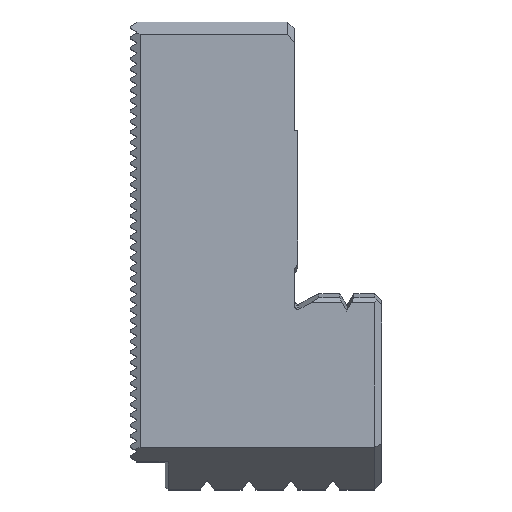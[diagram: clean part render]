
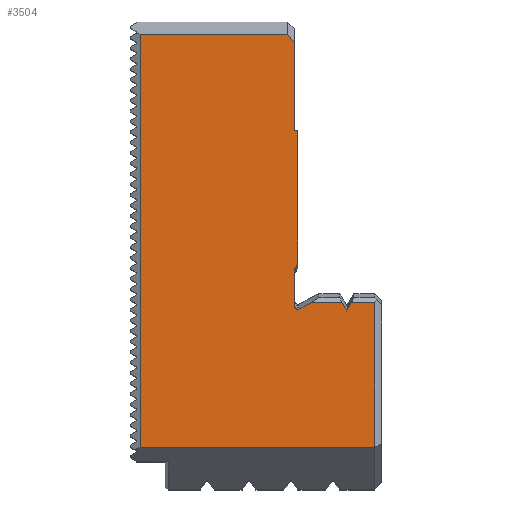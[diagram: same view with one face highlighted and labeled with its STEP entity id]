
A CAD part, top view. The second image highlights one B-rep face of the part: STEP entity #3504.
In plain terms, the highlighted planar face has unit normal (0, 0, 1).
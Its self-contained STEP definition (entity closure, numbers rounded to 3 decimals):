
#100 = CARTESIAN_POINT ( 'NONE',  ( 23.5, 62.983, 15.5 ) ) ;
#176 = LINE ( 'NONE', #9926, #8084 ) ;
#363 = LINE ( 'NONE', #9442, #2158 ) ;
#376 = CARTESIAN_POINT ( 'NONE',  ( 22.5, 96.768, 15.5 ) ) ;
#524 = CARTESIAN_POINT ( 'NONE',  ( 0., 58.333, 15.5 ) ) ;
#531 = CARTESIAN_POINT ( 'NONE',  ( 24., 63.969, 15.5 ) ) ;
#548 = CARTESIAN_POINT ( 'NONE',  ( 24.731, 57.673, 15.5 ) ) ;
#673 = DIRECTION ( 'NONE',  ( -1., 0., 0. ) ) ;
#1075 = VECTOR ( 'NONE', #5246, 1000. ) ;
#1126 = ORIENTED_EDGE ( 'NONE', *, *, #12555, .T. ) ;
#1187 = CARTESIAN_POINT ( 'NONE',  ( 23.57, 57.539, 15.5 ) ) ;
#1263 = CARTESIAN_POINT ( 'NONE',  ( 0., 82.938, 15.5 ) ) ;
#1372 = VERTEX_POINT ( 'NONE', #5905 ) ;
#1432 = DIRECTION ( 'NONE',  ( -1., 0., 0. ) ) ;
#1466 = EDGE_CURVE ( 'NONE', #5271, #13873, #8985, .T. ) ;
#1526 = CARTESIAN_POINT ( 'NONE',  ( 22.5, 96.768, 15.5 ) ) ;
#1574 = ORIENTED_EDGE ( 'NONE', *, *, #1466, .T. ) ;
#1721 = VERTEX_POINT ( 'NONE', #10687 ) ;
#1823 = ORIENTED_EDGE ( 'NONE', *, *, #15012, .T. ) ;
#1937 = CARTESIAN_POINT ( 'NONE',  ( 35., 37.568, 15.5 ) ) ;
#2031 = VERTEX_POINT ( 'NONE', #13209 ) ;
#2146 = CARTESIAN_POINT ( 'NONE',  ( 23.5, 57.845, 15.5 ) ) ;
#2158 = VECTOR ( 'NONE', #4324, 1000. ) ;
#2171 = CARTESIAN_POINT ( 'NONE',  ( 23.5, 62.983, 15.5 ) ) ;
#2268 = CARTESIAN_POINT ( 'NONE',  ( 30.771, 57.512, 15.5 ) ) ;
#2336 = LINE ( 'NONE', #16056, #9217 ) ;
#2423 = ORIENTED_EDGE ( 'NONE', *, *, #13123, .T. ) ;
#2460 = CARTESIAN_POINT ( 'NONE',  ( 31.687, 58.333, 15.5 ) ) ;
#2496 = EDGE_CURVE ( 'NONE', #9501, #5618, #2336, .T. ) ;
#2596 = LINE ( 'NONE', #15070, #9521 ) ;
#2648 = EDGE_CURVE ( 'NONE', #3401, #1721, #7638, .T. ) ;
#2691 = ORIENTED_EDGE ( 'NONE', *, *, #3086, .T. ) ;
#3008 = CARTESIAN_POINT ( 'NONE',  ( 23.5, 98.5, 15.5 ) ) ;
#3086 = EDGE_CURVE ( 'NONE', #3890, #11801, #176, .T. ) ;
#3401 = VERTEX_POINT ( 'NONE', #9986 ) ;
#3504 = ADVANCED_FACE ( 'NONE', ( #3948 ), #12948, .F. ) ;
#3578 = LINE ( 'NONE', #7476, #7195 ) ;
#3783 = CARTESIAN_POINT ( 'NONE',  ( 31., 57.102, 15.5 ) ) ;
#3890 = VERTEX_POINT ( 'NONE', #1937 ) ;
#3948 = FACE_OUTER_BOUND ( 'NONE', #4855, .T. ) ;
#4324 = DIRECTION ( 'NONE',  ( 0., 1., 0. ) ) ;
#4497 = VECTOR ( 'NONE', #12511, 1000. ) ;
#4665 = CARTESIAN_POINT ( 'NONE',  ( 25.957, 58.333, 15.5 ) ) ;
#4855 = EDGE_LOOP ( 'NONE', ( #2691, #1823, #10596, #8185, #10669, #12225, #1574, #14598, #8627, #9520, #10109, #12906, #2423, #1126, #12428, #4931 ) ) ;
#4877 = CARTESIAN_POINT ( 'NONE',  ( 24.119, 57.342, 15.5 ) ) ;
#4900 = LINE ( 'NONE', #13735, #4497 ) ;
#4931 = ORIENTED_EDGE ( 'NONE', *, *, #13563, .F. ) ;
#4992 = CARTESIAN_POINT ( 'NONE',  ( 30.313, 58.333, 15.5 ) ) ;
#5081 = LINE ( 'NONE', #376, #13218 ) ;
#5193 = DIRECTION ( 'NONE',  ( 0., 0., -1. ) ) ;
#5198 = CARTESIAN_POINT ( 'NONE',  ( 23.5, 95.613, 15.5 ) ) ;
#5209 = EDGE_CURVE ( 'NONE', #1372, #6264, #11841, .T. ) ;
#5213 = DIRECTION ( 'NONE',  ( 0., 1., 0. ) ) ;
#5230 = CARTESIAN_POINT ( 'NONE',  ( 23.745, 57.393, 15.5 ) ) ;
#5246 = DIRECTION ( 'NONE',  ( 0., 1., 0. ) ) ;
#5271 = VERTEX_POINT ( 'NONE', #4877 ) ;
#5276 = VERTEX_POINT ( 'NONE', #7441 ) ;
#5618 = VERTEX_POINT ( 'NONE', #10876 ) ;
#5640 = LINE ( 'NONE', #8039, #14783 ) ;
#5813 = EDGE_CURVE ( 'NONE', #11158, #1372, #15274, .T. ) ;
#5905 = CARTESIAN_POINT ( 'NONE',  ( 30.313, 58.333, 15.5 ) ) ;
#6062 = VECTOR ( 'NONE', #1432, 1000. ) ;
#6153 = B_SPLINE_CURVE_WITH_KNOTS ( 'NONE', 3,
 ( #2460, #16335, #15092, #3783 ),
 .UNSPECIFIED., .F., .F.,
 ( 4, 4 ),
 ( 0.041, 0.042 ),
 .UNSPECIFIED. ) ;
#6264 = VERTEX_POINT ( 'NONE', #9768 ) ;
#6482 = CARTESIAN_POINT ( 'NONE',  ( 23.817, 57.357, 15.5 ) ) ;
#6845 = EDGE_CURVE ( 'NONE', #6264, #5271, #10253, .T. ) ;
#7195 = VECTOR ( 'NONE', #7553, 1000. ) ;
#7441 = CARTESIAN_POINT ( 'NONE',  ( 31.687, 58.333, 15.5 ) ) ;
#7476 = CARTESIAN_POINT ( 'NONE',  ( 0., 58.333, 15.5 ) ) ;
#7553 = DIRECTION ( 'NONE',  ( -1., 0., 0. ) ) ;
#7638 = LINE ( 'NONE', #1263, #6062 ) ;
#7868 = CARTESIAN_POINT ( 'NONE',  ( 1.4, 96.768, 15.5 ) ) ;
#8039 = CARTESIAN_POINT ( 'NONE',  ( 36., 96.768, 15.5 ) ) ;
#8084 = VECTOR ( 'NONE', #5213, 1000. ) ;
#8093 = CARTESIAN_POINT ( 'NONE',  ( 31., 57.102, 15.5 ) ) ;
#8129 = DIRECTION ( 'NONE',  ( -1., 0., 0. ) ) ;
#8185 = ORIENTED_EDGE ( 'NONE', *, *, #5813, .T. ) ;
#8248 = EDGE_CURVE ( 'NONE', #1721, #9047, #363, .T. ) ;
#8575 = VERTEX_POINT ( 'NONE', #100 ) ;
#8627 = ORIENTED_EDGE ( 'NONE', *, *, #13362, .T. ) ;
#8985 = B_SPLINE_CURVE_WITH_KNOTS ( 'NONE', 3,
 ( #12424, #12754, #16299, #6482, #5230, #1187, #9943, #14901 ),
 .UNSPECIFIED., .F., .F.,
 ( 4, 2, 2, 4 ),
 ( 0.003, 0.003, 0.003, 0.004 ),
 .UNSPECIFIED. ) ;
#9047 = VERTEX_POINT ( 'NONE', #5198 ) ;
#9217 = VECTOR ( 'NONE', #9781, 1000. ) ;
#9442 = CARTESIAN_POINT ( 'NONE',  ( 23.5, 98.5, 15.5 ) ) ;
#9501 = VERTEX_POINT ( 'NONE', #7868 ) ;
#9520 = ORIENTED_EDGE ( 'NONE', *, *, #13016, .T. ) ;
#9521 = VECTOR ( 'NONE', #9798, 1000. ) ;
#9551 = CARTESIAN_POINT ( 'NONE',  ( 35., 58.333, 15.5 ) ) ;
#9768 = CARTESIAN_POINT ( 'NONE',  ( 25.957, 58.333, 15.5 ) ) ;
#9781 = DIRECTION ( 'NONE',  ( 0., -1., 0. ) ) ;
#9798 = DIRECTION ( 'NONE',  ( 0., 1., 0. ) ) ;
#9880 = CARTESIAN_POINT ( 'NONE',  ( 30.542, 57.923, 15.5 ) ) ;
#9926 = CARTESIAN_POINT ( 'NONE',  ( 35., 98.5, 15.5 ) ) ;
#9943 = CARTESIAN_POINT ( 'NONE',  ( 23.5, 57.691, 15.5 ) ) ;
#9986 = CARTESIAN_POINT ( 'NONE',  ( 24., 82.938, 15.5 ) ) ;
#10109 = ORIENTED_EDGE ( 'NONE', *, *, #2648, .T. ) ;
#10150 = EDGE_CURVE ( 'NONE', #5276, #11158, #6153, .T. ) ;
#10230 = CARTESIAN_POINT ( 'NONE',  ( 0., 98.5, 15.5 ) ) ;
#10253 = B_SPLINE_CURVE_WITH_KNOTS ( 'NONE', 3,
 ( #4665, #11952, #548, #10719 ),
 .UNSPECIFIED., .F., .F.,
 ( 4, 4 ),
 ( 0.039, 0.041 ),
 .UNSPECIFIED. ) ;
#10596 = ORIENTED_EDGE ( 'NONE', *, *, #10150, .T. ) ;
#10669 = ORIENTED_EDGE ( 'NONE', *, *, #5209, .T. ) ;
#10687 = CARTESIAN_POINT ( 'NONE',  ( 23.5, 82.938, 15.5 ) ) ;
#10719 = CARTESIAN_POINT ( 'NONE',  ( 24.119, 57.342, 15.5 ) ) ;
#10876 = CARTESIAN_POINT ( 'NONE',  ( 1.4, 37.568, 15.5 ) ) ;
#11158 = VERTEX_POINT ( 'NONE', #8093 ) ;
#11696 = DIRECTION ( 'NONE',  ( -0.655, 0.756, 0. ) ) ;
#11801 = VERTEX_POINT ( 'NONE', #9551 ) ;
#11841 = LINE ( 'NONE', #524, #13546 ) ;
#11850 = CARTESIAN_POINT ( 'NONE',  ( 23.833, 63.64, 15.5 ) ) ;
#11952 = CARTESIAN_POINT ( 'NONE',  ( 25.344, 58.003, 15.5 ) ) ;
#12015 = CARTESIAN_POINT ( 'NONE',  ( 23.667, 63.312, 15.5 ) ) ;
#12225 = ORIENTED_EDGE ( 'NONE', *, *, #6845, .T. ) ;
#12424 = CARTESIAN_POINT ( 'NONE',  ( 24.119, 57.342, 15.5 ) ) ;
#12428 = ORIENTED_EDGE ( 'NONE', *, *, #2496, .T. ) ;
#12511 = DIRECTION ( 'NONE',  ( -1., 0., 0. ) ) ;
#12555 = EDGE_CURVE ( 'NONE', #13203, #9501, #5640, .T. ) ;
#12754 = CARTESIAN_POINT ( 'NONE',  ( 24.044, 57.323, 15.5 ) ) ;
#12771 = LINE ( 'NONE', #3008, #1075 ) ;
#12906 = ORIENTED_EDGE ( 'NONE', *, *, #8248, .T. ) ;
#12948 = PLANE ( 'NONE',  #15207 ) ;
#13016 = EDGE_CURVE ( 'NONE', #2031, #3401, #2596, .T. ) ;
#13123 = EDGE_CURVE ( 'NONE', #9047, #13203, #5081, .T. ) ;
#13203 = VERTEX_POINT ( 'NONE', #1526 ) ;
#13205 = EDGE_CURVE ( 'NONE', #13873, #8575, #12771, .T. ) ;
#13209 = CARTESIAN_POINT ( 'NONE',  ( 24., 63.969, 15.5 ) ) ;
#13218 = VECTOR ( 'NONE', #11696, 1000. ) ;
#13362 = EDGE_CURVE ( 'NONE', #8575, #2031, #15178, .T. ) ;
#13546 = VECTOR ( 'NONE', #8129, 1000. ) ;
#13563 = EDGE_CURVE ( 'NONE', #3890, #5618, #4900, .T. ) ;
#13735 = CARTESIAN_POINT ( 'NONE',  ( 36., 37.568, 15.5 ) ) ;
#13873 = VERTEX_POINT ( 'NONE', #2146 ) ;
#14598 = ORIENTED_EDGE ( 'NONE', *, *, #13205, .T. ) ;
#14783 = VECTOR ( 'NONE', #673, 1000. ) ;
#14901 = CARTESIAN_POINT ( 'NONE',  ( 23.5, 57.845, 15.5 ) ) ;
#14987 = CARTESIAN_POINT ( 'NONE',  ( 31., 57.102, 15.5 ) ) ;
#15012 = EDGE_CURVE ( 'NONE', #11801, #5276, #3578, .T. ) ;
#15070 = CARTESIAN_POINT ( 'NONE',  ( 24., 98.5, 15.5 ) ) ;
#15092 = CARTESIAN_POINT ( 'NONE',  ( 31.229, 57.512, 15.5 ) ) ;
#15178 = B_SPLINE_CURVE_WITH_KNOTS ( 'NONE', 3,
 ( #2171, #12015, #11850, #531 ),
 .UNSPECIFIED., .F., .F.,
 ( 4, 4 ),
 ( 0.044, 0.045 ),
 .UNSPECIFIED. ) ;
#15207 = AXIS2_PLACEMENT_3D ( 'NONE', #10230, #5193, #15431 ) ;
#15274 = B_SPLINE_CURVE_WITH_KNOTS ( 'NONE', 3,
 ( #14987, #2268, #9880, #4992 ),
 .UNSPECIFIED., .F., .F.,
 ( 4, 4 ),
 ( 0.068, 0.07 ),
 .UNSPECIFIED. ) ;
#15431 = DIRECTION ( 'NONE',  ( -1., 0., 0. ) ) ;
#16056 = CARTESIAN_POINT ( 'NONE',  ( 1.4, 98.5, 15.5 ) ) ;
#16299 = CARTESIAN_POINT ( 'NONE',  ( 23.966, 57.323, 15.5 ) ) ;
#16335 = CARTESIAN_POINT ( 'NONE',  ( 31.458, 57.923, 15.5 ) ) ;
